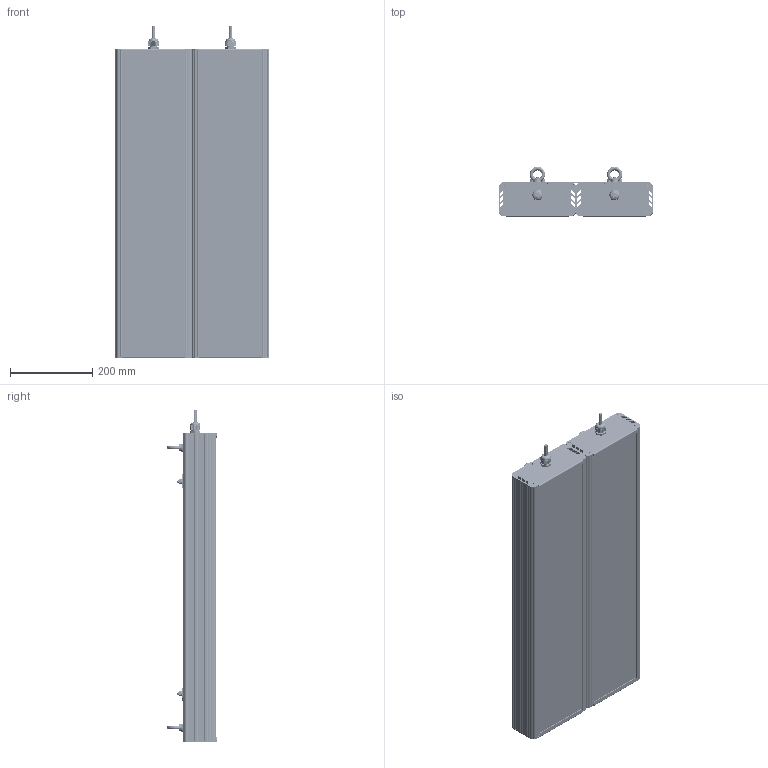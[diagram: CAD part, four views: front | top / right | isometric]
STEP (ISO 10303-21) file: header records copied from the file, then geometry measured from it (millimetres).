
FILE_DESCRIPTION(('STEP AP214'), '1');
FILE_NAME('001.0079.101.000 ÃÑÏ-Ýêñòðà-Îïòèê-300', '2023-11-03T05:15:50', ('Ëóêîíèí'), ('ÎÊÁ Ñâîé Ñòèëü'), 'C3D Converter', 'C3D Toolkit', '');
FILE_SCHEMA(('AUTOMOTIVE_DESIGN { 1 0 10303 214 3 1 1}'));
Length unit declared in the file: millimetre
Products named in the file (35): 001.0079.101.000; 001.0065.02.000
Assembly tree (81 placements, depth 4):
  001.0079.101.000
    (unnamed)  x2
      (unnamed)
      (unnamed)
      (unnamed)
      (unnamed)
      (unnamed)
      (unnamed)
      (unnamed)
      (unnamed)
      (unnamed)
        (unnamed)
      (unnamed)
        (unnamed)
        (unnamed)
        (unnamed)  x13
        (unnamed)
        (unnamed)
        (unnamed)
        (unnamed)
        (unnamed)
        (unnamed)
        (unnamed)
    001.0065.02.000  x4
      (unnamed)
      (unnamed)
    (unnamed)  x2
      (unnamed)
      (unnamed)
      (unnamed)
      (unnamed)
      (unnamed)
      (unnamed)
      (unnamed)
      (unnamed)
Bounding box: 374.77 x 121.62 x 806.43 mm (x, y, z)
Volume: 5041856.7 mm3; surface area: 3736971.2 mm2
Topology: 1130 solids, 1130 shells, 15652 faces, 36002 edges, 24118 vertices
Faces by surface type: plane 11112, cylinder 3680, bspline 522, cone 272, torus 34, sphere 32
Full cylindrical faces by diameter (mm): 1 x32, 2 x64, 2.5 x128, 2.8 x800, 3.2 x32, 3.5 x192, 4 x24, 4.917 x8, 6 x12, 6.6 x8, 8 x24, 9 x416, 11 x8, 12 x2, 12.5 x2, 16 x2, 18.5 x6, 20 x2, 23.5 x2
Entity records: 100591 total; most frequent: CARTESIAN_POINT 48493, ORIENTED_EDGE 9778, DIRECTION 9000, EDGE_CURVE 4889, VERTEX_POINT 3381, AXIS2_PLACEMENT_3D 3021, LINE 2958, VECTOR 2958
